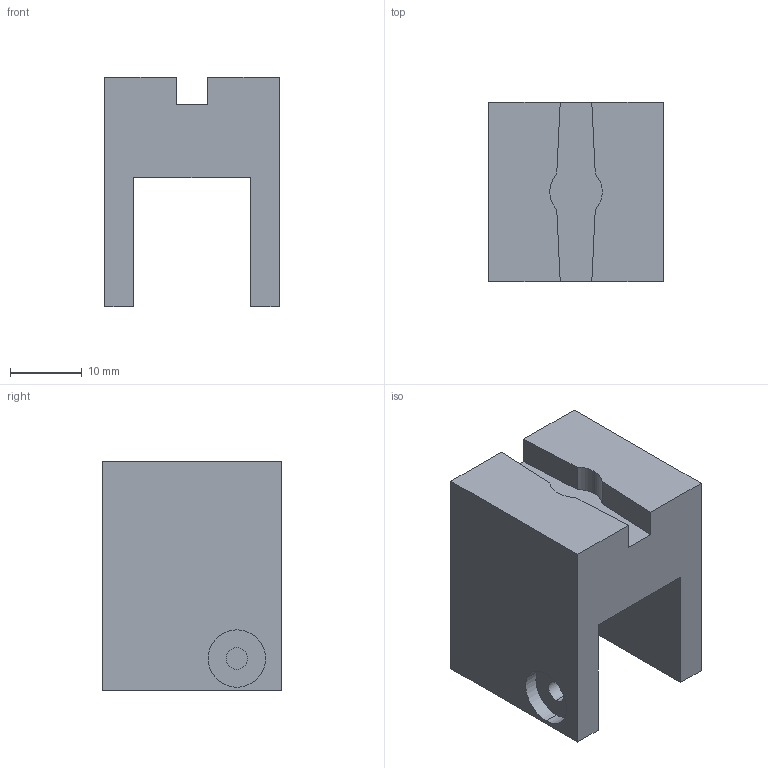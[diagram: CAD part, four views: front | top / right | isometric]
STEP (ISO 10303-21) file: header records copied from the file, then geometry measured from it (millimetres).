
FILE_DESCRIPTION (( 'STEP AP214' ), '1' );
FILE_NAME ('Servo Arm Adaptor.STEP', '2021-04-23T22:56:03', ( '' ), ( '' ), 'SwSTEP 2.0', 'SolidWorks 2020', '' );
FILE_SCHEMA (( 'AUTOMOTIVE_DESIGN' ));
Length unit declared in the file: millimetre
Products named in the file (1): Servo Arm Adaptor
Bounding box: 24.3 x 25 x 32 mm (x, y, z)
Volume: 11377.9 mm3; surface area: 4953.8 mm2
Topology: 1 solids, 1 shells, 29 faces, 75 edges, 50 vertices
Faces by surface type: plane 18, cylinder 11
Entity records: 933 total; most frequent: DIRECTION 157, CARTESIAN_POINT 155, ORIENTED_EDGE 150, EDGE_CURVE 75, VECTOR 53, LINE 53, AXIS2_PLACEMENT_3D 52, VERTEX_POINT 50
